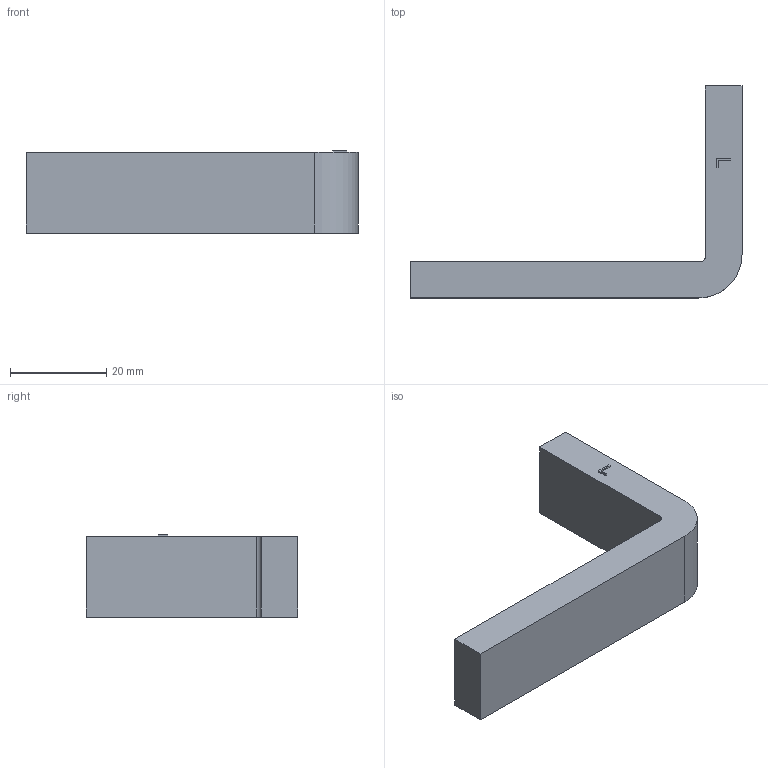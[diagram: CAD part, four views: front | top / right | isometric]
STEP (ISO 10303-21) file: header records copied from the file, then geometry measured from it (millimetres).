
FILE_DESCRIPTION((''),'2;1');
FILE_NAME('6372898','2012-11-20T',('AndreasKeweloh'),(''),'PRO/ENGINEER BY PARAMETRIC TECHNOLOGY CORPORATION, 2012230','PRO/ENGINEER BY PARAMETRIC TECHNOLOGY CORPORATION, 2012230','');
FILE_SCHEMA(('CONFIG_CONTROL_DESIGN'));
Length unit declared in the file: millimetre
Products named in the file (1): 6372898
Bounding box: 69.1 x 44.1 x 17.1 mm (x, y, z)
Volume: 7203.9 mm3; surface area: 8420.7 mm2
Topology: 1 solids, 1 shells, 28 faces, 72 edges, 48 vertices
Faces by surface type: plane 22, cylinder 4, cone 2
Entity records: 886 total; most frequent: CARTESIAN_POINT 148, ORIENTED_EDGE 144, DIRECTION 140, EDGE_CURVE 72, VECTOR 60, LINE 60, VERTEX_POINT 48, AXIS2_PLACEMENT_3D 40
